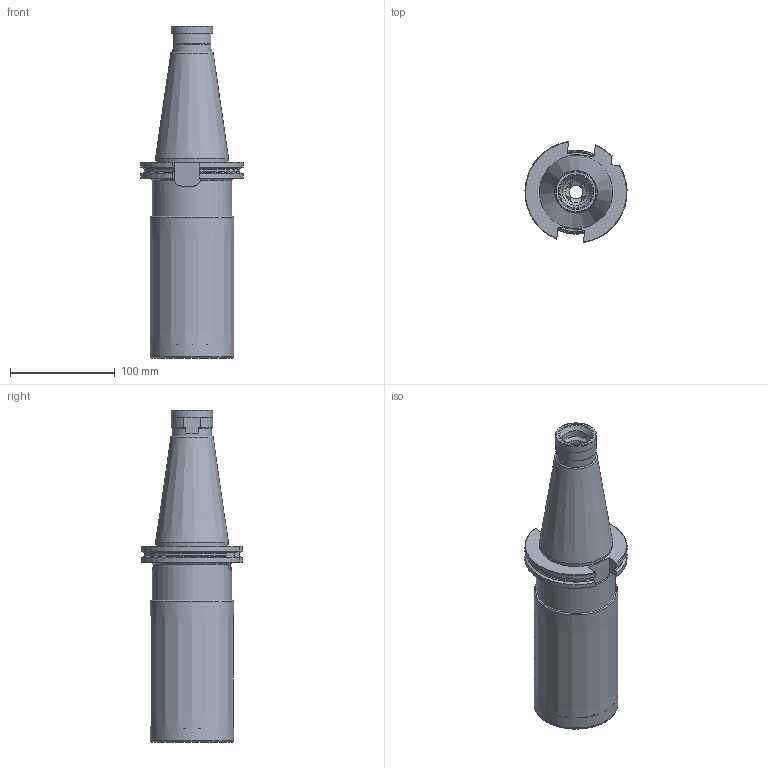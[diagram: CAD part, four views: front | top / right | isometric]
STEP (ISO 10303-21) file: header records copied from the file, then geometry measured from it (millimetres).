
FILE_DESCRIPTION(/* description */ (''),/* implementation_level */ '2;1');
FILE_NAME(/* name */ '80J2R190G50-SLSN134-C-202145678ndi000_00-SIM.stp',/* time_stamp */ '2019-12-11T08:20:21+01:00',/* author */ (''),/* organization */ (''),/* preprocessor_version */ 'ST-DEVELOPER v16.7',/* originating_system */ 'SIEMENS PLM Software NX 12.0',/* authorisation */ '');
FILE_SCHEMA (('AUTOMOTIVE_DESIGN { 1 0 10303 214 3 1 1 1 }'));
Length unit declared in the file: millimetre
Products named in the file (1): hm153F603FFBc5rl
Bounding box: 97.37 x 96.43 x 316.6 mm (x, y, z)
Volume: 1401969.9 mm3; surface area: 186915.2 mm2
Topology: 5 solids, 5 shells, 263 faces, 673 edges, 420 vertices
Faces by surface type: plane 79, cylinder 74, cone 54, torus 37, bspline 10, revolution 9
Full cylindrical faces by diameter (mm): 4.5 x4, 5 x4, 12.8 x1, 17 x1, 20 x1, 21 x1, 24.6 x1, 25 x2, 25.4 x1, 26 x2, 28.5 x2, 30 x1, 31.2 x1, 33.62 x1, 33.975 x1, 38 x1, 39.24 x1, 75.567 x2
Entity records: 8724 total; most frequent: CARTESIAN_POINT 2931, DIRECTION 1169, ORIENTED_EDGE 1096, EDGE_CURVE 548, AXIS2_PLACEMENT_3D 485, VERTEX_POINT 389, EDGE_LOOP 371, ADVANCED_FACE 263
